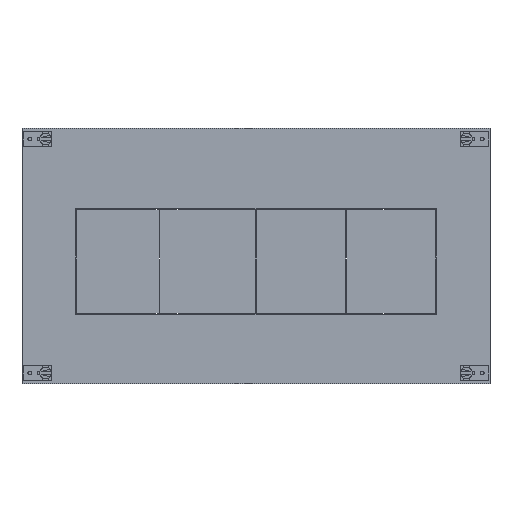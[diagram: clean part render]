
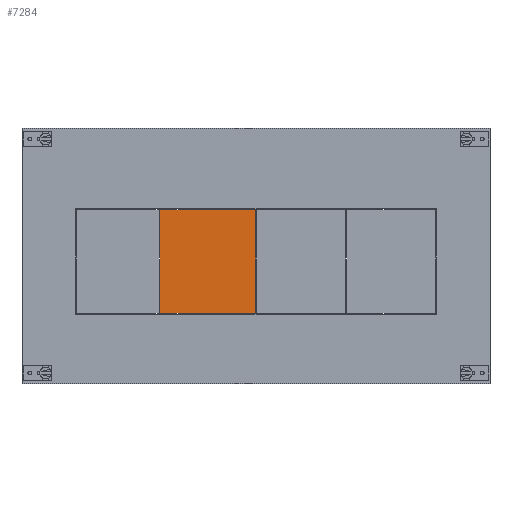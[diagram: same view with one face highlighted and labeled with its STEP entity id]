
A CAD part, top view. The second image highlights one B-rep face of the part: STEP entity #7284.
In plain terms, the highlighted planar face has unit normal (0, 0, 1).
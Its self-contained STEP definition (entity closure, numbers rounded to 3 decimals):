
#7169=DIRECTION('',(0.,1.,0.));
#7170=VECTOR('',#7169,122.);
#7171=CARTESIAN_POINT('',(150.5,-29.5,1.));
#7172=LINE('',#7171,#7170);
#7176=DIRECTION('',(-1.,0.,0.));
#7177=VECTOR('',#7176,112.477);
#7178=CARTESIAN_POINT('',(262.977,92.5,1.));
#7179=LINE('',#7178,#7177);
#7183=DIRECTION('',(0.,1.,0.));
#7184=VECTOR('',#7183,122.);
#7185=CARTESIAN_POINT('',(262.977,-29.5,1.));
#7186=LINE('',#7185,#7184);
#7190=DIRECTION('',(1.,0.,0.));
#7191=VECTOR('',#7190,112.477);
#7192=CARTESIAN_POINT('',(150.5,-29.5,1.));
#7193=LINE('',#7192,#7191);
#7253=CARTESIAN_POINT('',(150.5,-29.5,1.));
#7254=CARTESIAN_POINT('',(150.5,92.5,1.));
#7255=VERTEX_POINT('',#7253);
#7256=VERTEX_POINT('',#7254);
#7257=CARTESIAN_POINT('',(262.977,-29.5,1.));
#7258=CARTESIAN_POINT('',(262.977,92.5,1.));
#7259=VERTEX_POINT('',#7257);
#7260=VERTEX_POINT('',#7258);
#7269=CARTESIAN_POINT('',(0.,0.,1.));
#7270=DIRECTION('',(0.,0.,1.));
#7271=DIRECTION('',(1.,0.,0.));
#7272=AXIS2_PLACEMENT_3D('',#7269,#7270,#7271);
#7273=PLANE('',#7272);
#7275=ORIENTED_EDGE('',*,*,#7274,.T.);
#7277=ORIENTED_EDGE('',*,*,#7276,.F.);
#7279=ORIENTED_EDGE('',*,*,#7278,.F.);
#7281=ORIENTED_EDGE('',*,*,#7280,.F.);
#7282=EDGE_LOOP('',(#7275,#7277,#7279,#7281));
#7283=FACE_OUTER_BOUND('',#7282,.F.);
#7274=EDGE_CURVE('',#7255,#7256,#7172,.T.);
#7276=EDGE_CURVE('',#7260,#7256,#7179,.T.);
#7278=EDGE_CURVE('',#7259,#7260,#7186,.T.);
#7280=EDGE_CURVE('',#7255,#7259,#7193,.T.);
#7284=ADVANCED_FACE('',(#7283),#7273,.T.);
